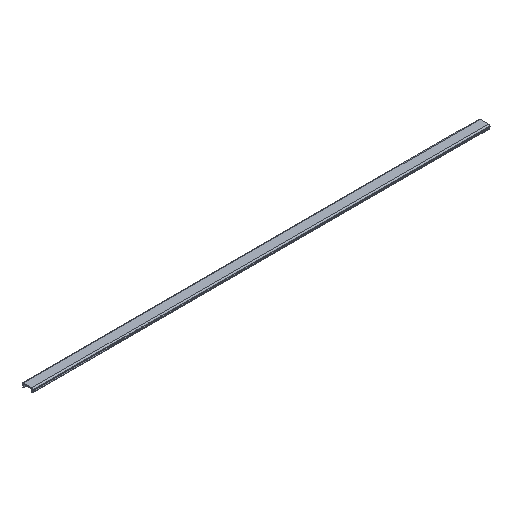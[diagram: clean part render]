
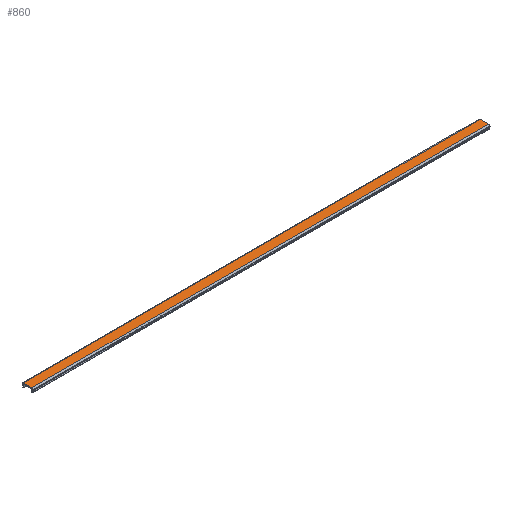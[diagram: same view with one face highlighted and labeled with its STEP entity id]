
A CAD part, isometric view. The second image highlights one B-rep face of the part: STEP entity #860.
In plain terms, the highlighted planar face has unit normal (0, 0, 1).
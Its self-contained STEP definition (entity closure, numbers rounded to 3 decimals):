
#847=AXIS2_PLACEMENT_3D('Plane Axis2P3D',#844,#845,#846) ;
#227=CARTESIAN_POINT('Vertex',(0.,0.934,2.892)) ;
#230=CARTESIAN_POINT('Line Origine',(0.,3.714,2.892)) ;
#234=CARTESIAN_POINT('Vertex',(0.,6.494,2.892)) ;
#318=CARTESIAN_POINT('Vertex',(300.,6.494,2.892)) ;
#321=CARTESIAN_POINT('Line Origine',(300.,3.714,2.892)) ;
#325=CARTESIAN_POINT('Vertex',(300.,0.934,2.892)) ;
#832=CARTESIAN_POINT('Line Origine',(300.,0.934,2.892)) ;
#844=CARTESIAN_POINT('Axis2P3D Location',(300.,6.494,2.892)) ;
#849=CARTESIAN_POINT('Line Origine',(150.,6.494,2.892)) ;
#231=DIRECTION('Vector Direction',(0.,-1.,0.)) ;
#322=DIRECTION('Vector Direction',(0.,-1.,0.)) ;
#833=DIRECTION('Vector Direction',(1.,0.,0.)) ;
#845=DIRECTION('Axis2P3D Direction',(0.,0.,-1.)) ;
#846=DIRECTION('Axis2P3D XDirection',(0.,1.,0.)) ;
#850=DIRECTION('Vector Direction',(-1.,0.,0.)) ;
#232=VECTOR('Line Direction',#231,1.) ;
#323=VECTOR('Line Direction',#322,1.) ;
#834=VECTOR('Line Direction',#833,1.) ;
#851=VECTOR('Line Direction',#850,1.) ;
#855=ORIENTED_EDGE('',*,*,#236,.T.) ;
#856=ORIENTED_EDGE('',*,*,#836,.F.) ;
#857=ORIENTED_EDGE('',*,*,#327,.F.) ;
#858=ORIENTED_EDGE('',*,*,#853,.T.) ;
#860=ADVANCED_FACE('V1',(#859),#848,.F.) ;
#236=EDGE_CURVE('',#235,#228,#233,.T.) ;
#327=EDGE_CURVE('',#319,#326,#324,.T.) ;
#836=EDGE_CURVE('',#326,#228,#835,.F.) ;
#853=EDGE_CURVE('',#319,#235,#852,.T.) ;
#854=EDGE_LOOP('',(#855,#856,#857,#858)) ;
#859=FACE_OUTER_BOUND('',#854,.T.) ;
#233=LINE('Line',#230,#232) ;
#324=LINE('Line',#321,#323) ;
#835=LINE('Line',#832,#834) ;
#852=LINE('Line',#849,#851) ;
#848=PLANE('',#847) ;
#228=VERTEX_POINT('',#227) ;
#235=VERTEX_POINT('',#234) ;
#319=VERTEX_POINT('',#318) ;
#326=VERTEX_POINT('',#325) ;
